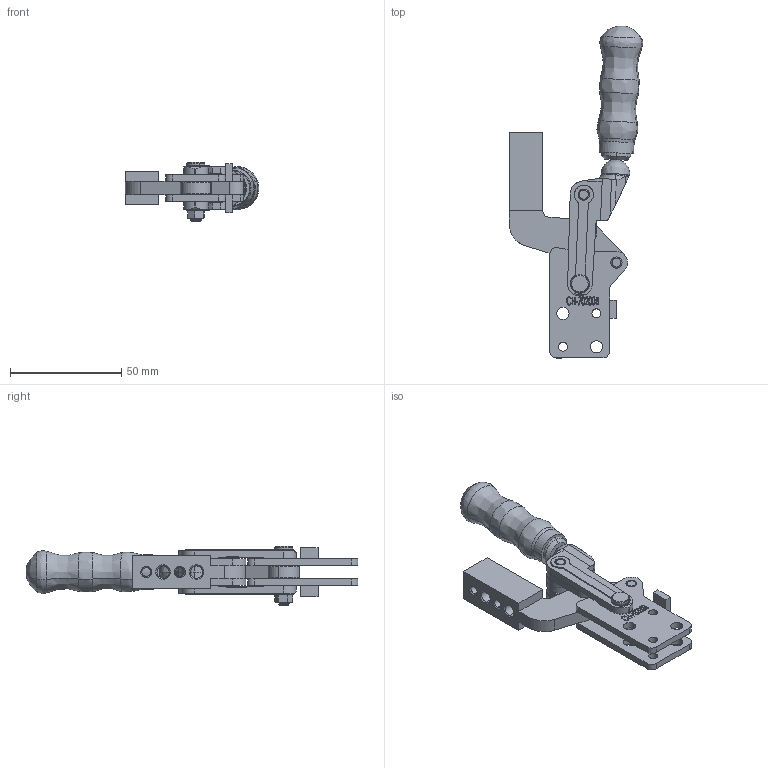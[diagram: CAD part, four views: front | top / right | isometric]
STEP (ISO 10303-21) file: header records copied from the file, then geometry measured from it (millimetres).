
FILE_DESCRIPTION (( 'STEP AP203' ), '1' );
FILE_NAME ('ＣＨ-７０２００Ｂ.STEP', '2012-10-06T03:45:27', ( '微软用户' ), ( '微软中国' ), 'SwSTEP 2.0', 'SolidWorks 2010', '' );
FILE_SCHEMA (( 'CONFIG_CONTROL_DESIGN' ));
Products named in the file (13): ti_默认_1; ｣ﾃ｣ﾈ-｣ｷ｣ｰ｣ｲ｣ｰ｣ｰ｣ﾂ; 连杆_默认_1; 短轴_默认; 长轴_默认_1; 套_默认; 压把_默认_1; 底反_默认; 隔套_默认_1; m5螺母_默认_1; 螺杆_默认_1; 手柄_默认_1; 底正_默认
Assembly tree (14 placements, depth 2):
  ｣ﾃ｣ﾈ-｣ｷ｣ｰ｣ｲ｣ｰ｣ｰ｣ﾂ
    套_默认
    底反_默认
    连杆_默认_1  x2
    螺杆_默认_1
    m5螺母_默认_1
    短轴_默认  x2
    ti_默认_1
    手柄_默认_1
    隔套_默认_1
    底正_默认
    压把_默认_1
    长轴_默认_1
Bounding box: 60.08 x 148.95 x 26.5 mm (x, y, z)
Volume: 44451.6 mm3; surface area: 30213.7 mm2
Topology: 15 solids, 15 shells, 1329 faces, 3432 edges, 2256 vertices
Faces by surface type: plane 783, cylinder 343, bspline 130, cone 73
Entity records: 48666 total; most frequent: CARTESIAN_POINT 22033, ORIENTED_EDGE 5566, DIRECTION 4702, EDGE_CURVE 2783, VERTEX_POINT 1830, AXIS2_PLACEMENT_3D 1572, LINE 1558, VECTOR 1558
